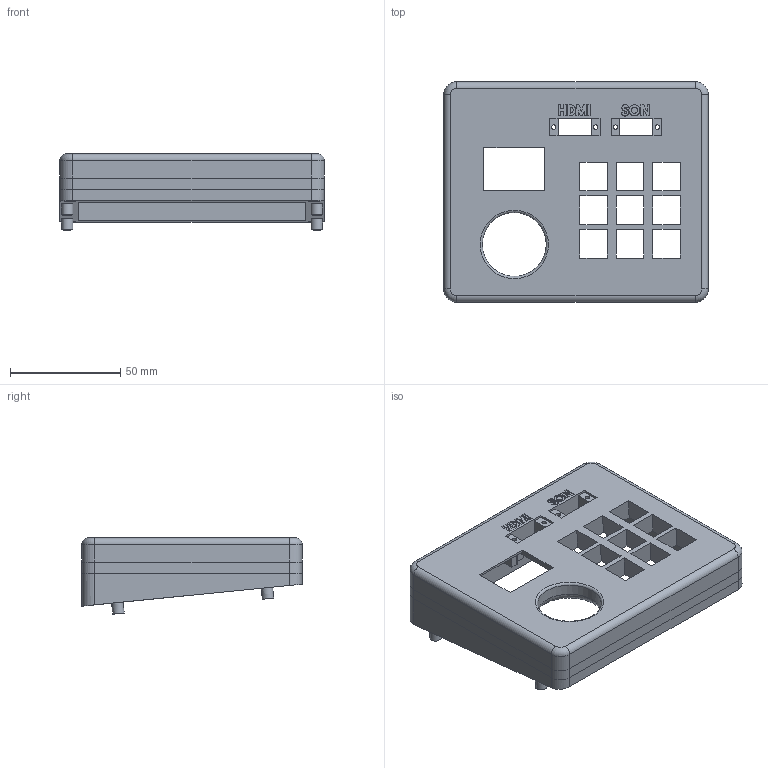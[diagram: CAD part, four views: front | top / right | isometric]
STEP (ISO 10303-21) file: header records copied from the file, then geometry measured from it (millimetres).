
FILE_DESCRIPTION(('FreeCAD Model'),'2;1');
FILE_NAME('Open CASCADE Shape Model','2025-02-12T00:57:46',(''),(''), 'Open CASCADE STEP processor 7.8','FreeCAD','Unknown');
FILE_SCHEMA(('AUTOMOTIVE_DESIGN { 1 0 10303 214 1 1 1 1 }'));
Length unit declared in the file: millimetre
Products named in the file (1): Cut001
Bounding box: 120 x 100 x 34.62 mm (x, y, z)
Volume: 133553.5 mm3; surface area: 44819.8 mm2
Topology: 1 solids, 1 shells, 375 faces, 988 edges, 641 vertices
Faces by surface type: plane 189, extrusion 98, cylinder 41, bspline 36, torus 7, cone 4
Full cylindrical faces by diameter (mm): 2 x4, 3.4 x4, 5 x8, 5.2 x4, 7.5 x4, 29 x1
Entity records: 11975 total; most frequent: CARTESIAN_POINT 3128, ORIENTED_EDGE 1968, DIRECTION 1426, EDGE_CURVE 984, VECTOR 750, LINE 652, VERTEX_POINT 641, FACE_BOUND 441
